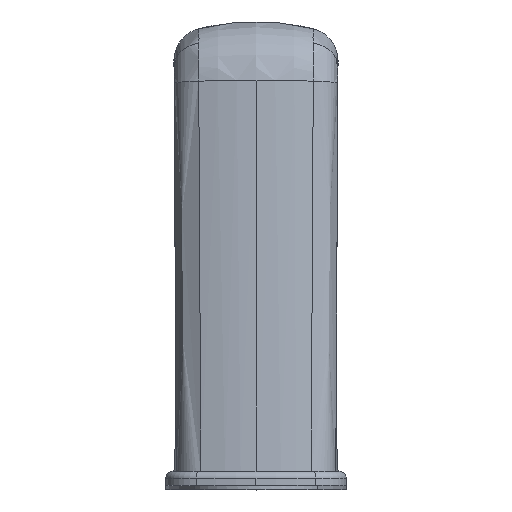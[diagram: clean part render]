
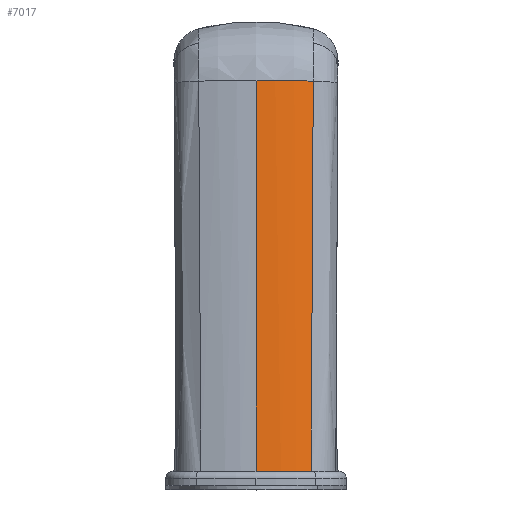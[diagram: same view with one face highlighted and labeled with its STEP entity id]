
A CAD part, top view. The second image highlights one B-rep face of the part: STEP entity #7017.
In plain terms, the highlighted cylindrical face has radius 32 mm (diameter 64 mm), a partial arc.
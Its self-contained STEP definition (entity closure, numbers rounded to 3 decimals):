
#566 = CARTESIAN_POINT ( 'NONE',  ( -7.725, -53.2, -44.051 ) ) ;
#567 = CARTESIAN_POINT ( 'NONE',  ( -7.857, -34.99, -42.572 ) ) ;
#568 = CARTESIAN_POINT ( 'NONE',  ( -7.965, -16.78, -41.099 ) ) ;
#569 = CARTESIAN_POINT ( 'NONE',  ( -8.018, 1.431, -39.64 ) ) ;
#583 = CARTESIAN_POINT ( 'NONE',  ( 0., -53.2, -13. ) ) ;
#587 = DIRECTION ( 'NONE',  ( 0., 1., 0. ) ) ;
#588 = DIRECTION ( 'NONE',  ( 0., 0., 1. ) ) ;
#602 = CARTESIAN_POINT ( 'NONE',  ( -0.052, -53.2, -45. ) ) ;
#603 = CARTESIAN_POINT ( 'NONE',  ( -2.641, -53.2, -44.996 ) ) ;
#604 = CARTESIAN_POINT ( 'NONE',  ( -5.211, -53.2, -44.678 ) ) ;
#605 = CARTESIAN_POINT ( 'NONE',  ( -7.725, -53.2, -44.051 ) ) ;
#715 = CARTESIAN_POINT ( 'NONE',  ( 0., -1.02, -8.758 ) ) ;
#716 = DIRECTION ( 'NONE',  ( 0., -0.997, -0.079 ) ) ;
#717 = DIRECTION ( 'NONE',  ( 1., 0., 0. ) ) ;
#1337 = CARTESIAN_POINT ( 'NONE',  ( -8.018, 1.431, -39.64 ) ) ;
#1378 = CARTESIAN_POINT ( 'NONE',  ( 0., -53.2, -45. ) ) ;
#1379 = CARTESIAN_POINT ( 'NONE',  ( 0., 1.512, -40.658 ) ) ;
#1380 = CARTESIAN_POINT ( 'NONE',  ( -0.052, -53.2, -45. ) ) ;
#1577 = CARTESIAN_POINT ( 'NONE',  ( 0., -1.02, -8.758 ) ) ;
#1578 = DIRECTION ( 'NONE',  ( 0., -0.997, -0.079 ) ) ;
#1579 = DIRECTION ( 'NONE',  ( 0., 0.079, -0.997 ) ) ;
#2990 = CARTESIAN_POINT ( 'NONE',  ( -7.725, -53.2, -44.051 ) ) ;
#3740 = FACE_OUTER_BOUND ( 'NONE', #8067, .T. ) ;
#3744 = AXIS2_PLACEMENT_3D ( 'NONE', #1577, #1578, #1579 ) ;
#3745 = CYLINDRICAL_SURFACE ( 'NONE', #3744, 32. ) ;
#3934 = AXIS2_PLACEMENT_3D ( 'NONE', #583, #587, #588 ) ;
#4031 = EDGE_CURVE ( 'NONE', #6819, #6818, #5797, .T. ) ;
#4132 = EDGE_CURVE ( 'NONE', #7877, #6777, #6997, .T. ) ;
#4138 = EDGE_CURVE ( 'NONE', #6818, #6820, #4353, .T. ) ;
#4143 = EDGE_CURVE ( 'NONE', #6820, #7877, #7001, .T. ) ;
#4161 = EDGE_CURVE ( 'NONE', #6777, #6819, #4362, .T. ) ;
#4353 = CIRCLE ( 'NONE', #3934, 32. ) ;
#4362 = CIRCLE ( 'NONE', #4533, 32. ) ;
#4533 = AXIS2_PLACEMENT_3D ( 'NONE', #715, #716, #717 ) ;
#5797 = LINE ( 'NONE', #5798, #7424 ) ;
#5798 = CARTESIAN_POINT ( 'NONE',  ( 0., 1.512, -40.658 ) ) ;
#5799 = DIRECTION ( 'NONE',  ( 0., -0.997, -0.079 ) ) ;
#6618 = ORIENTED_EDGE ( 'NONE', *, *, #4031, .T. ) ;
#6619 = ORIENTED_EDGE ( 'NONE', *, *, #4132, .T. ) ;
#6620 = ORIENTED_EDGE ( 'NONE', *, *, #4143, .T. ) ;
#6621 = ORIENTED_EDGE ( 'NONE', *, *, #4138, .T. ) ;
#6625 = ORIENTED_EDGE ( 'NONE', *, *, #4161, .T. ) ;
#6777 = VERTEX_POINT ( 'NONE', #1337 ) ;
#6818 = VERTEX_POINT ( 'NONE', #1378 ) ;
#6819 = VERTEX_POINT ( 'NONE', #1379 ) ;
#6820 = VERTEX_POINT ( 'NONE', #1380 ) ;
#6997 = B_SPLINE_CURVE_WITH_KNOTS ( 'NONE', 3,
 ( #566, #567, #568, #569 ),
 .UNSPECIFIED., .F., .F.,
 ( 4, 4 ),
 ( 0., 0.055 ),
 .UNSPECIFIED. ) ;
#7001 =( BOUNDED_CURVE ( )  B_SPLINE_CURVE ( 3, ( #602, #603, #604, #605 ),
 .UNSPECIFIED., .F., .F. ) 
 B_SPLINE_CURVE_WITH_KNOTS ( ( 4, 4 ),
 ( 0.002, 0.244 ),
 .UNSPECIFIED. ) 
 CURVE ( )  GEOMETRIC_REPRESENTATION_ITEM ( )  RATIONAL_B_SPLINE_CURVE ( ( 1., 0.995, 0.995, 1. ) ) 
 REPRESENTATION_ITEM ( '' )  );
#7017 = ADVANCED_FACE ( 'NONE', ( #3740 ), #3745, .T. ) ;
#7424 = VECTOR ( 'NONE', #5799, 1000. ) ;
#7877 = VERTEX_POINT ( 'NONE', #2990 ) ;
#8067 = EDGE_LOOP ( 'NONE', ( #6625, #6618, #6621, #6620, #6619 ) ) ;
